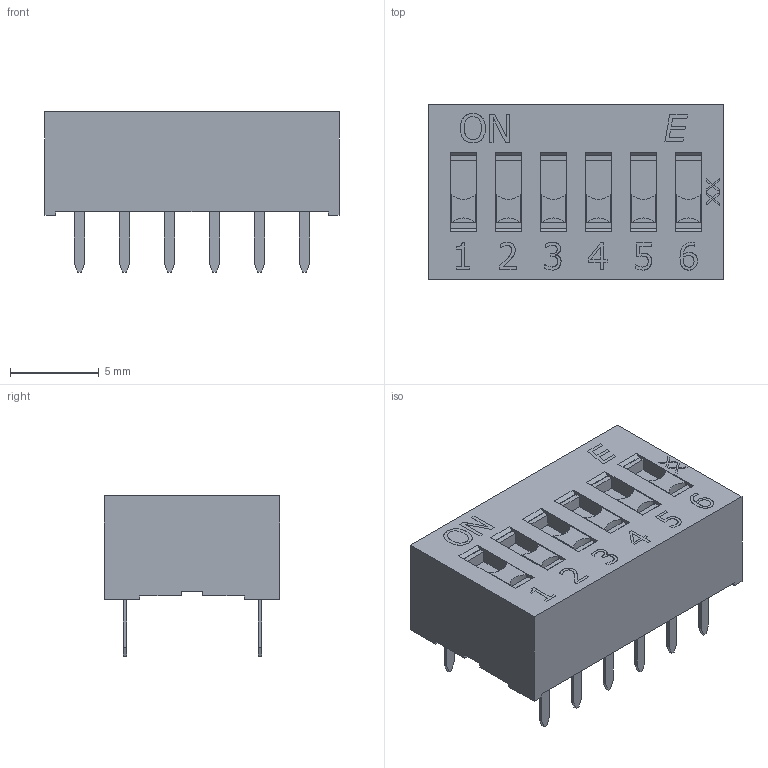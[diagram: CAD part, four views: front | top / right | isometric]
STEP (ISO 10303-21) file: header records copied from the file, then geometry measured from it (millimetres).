
FILE_DESCRIPTION(/* description */ (''),/* implementation_level */ '2;1');
FILE_NAME(/* name */ 'KAS1106Rx.stp',/* time_stamp */ '2025-05-21T11:20:46-05:00',/* author */ ('mroman'),/* organization */ (''),/* preprocessor_version */ 'ST-DEVELOPER v18.1',/* originating_system */ 'Autodesk Inventor 2022',/* authorisation */ '');
FILE_SCHEMA (('AUTOMOTIVE_DESIGN { 1 0 10303 214 3 1 1 }'));
Length unit declared in the file: centimetre
Products named in the file (1): KAS1106Rx
Bounding box: 16.6 x 9.9 x 9.05 mm (x, y, z)
Volume: 873.6 mm3; surface area: 801.9 mm2
Topology: 1 solids, 1 shells, 470 faces, 1290 edges, 860 vertices
Faces by surface type: plane 365, bspline 81, cylinder 24
Entity records: 15373 total; most frequent: CARTESIAN_POINT 3874, ORIENTED_EDGE 2580, DIRECTION 1956, EDGE_CURVE 1290, LINE 1080, VECTOR 1080, VERTEX_POINT 860, EDGE_LOOP 508
